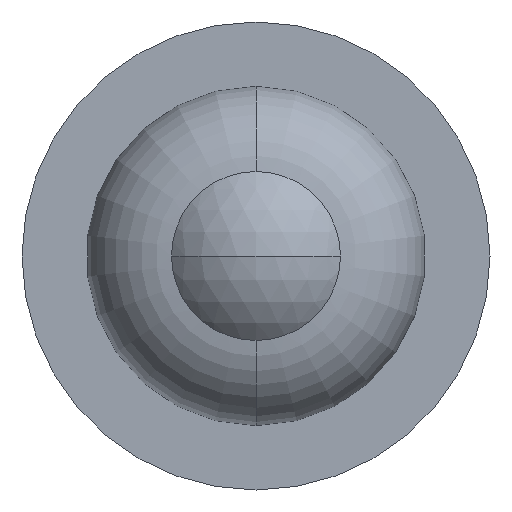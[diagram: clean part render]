
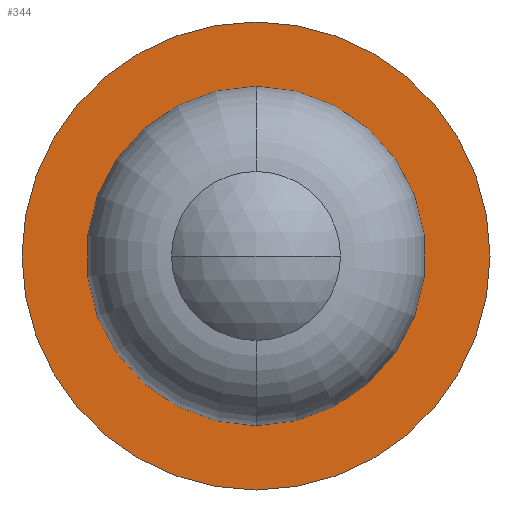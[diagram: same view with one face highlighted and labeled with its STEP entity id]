
A CAD part, front view. The second image highlights one B-rep face of the part: STEP entity #344.
In plain terms, the highlighted planar face has unit normal (0, -1, 0).
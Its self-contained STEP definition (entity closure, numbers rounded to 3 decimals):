
#3 = CARTESIAN_POINT ( 'NONE',  ( 0., 7.1, 0. ) ) ;
#18 = AXIS2_PLACEMENT_3D ( 'NONE', #322, #348, #157 ) ;
#28 = FACE_OUTER_BOUND ( 'NONE', #264, .T. ) ;
#29 = CARTESIAN_POINT ( 'NONE',  ( 0., 7.1, 0. ) ) ;
#55 = CARTESIAN_POINT ( 'NONE',  ( 0., 7.1, 0. ) ) ;
#57 = ORIENTED_EDGE ( 'NONE', *, *, #272, .T. ) ;
#64 = EDGE_CURVE ( 'NONE', #213, #247, #295, .T. ) ;
#65 = CIRCLE ( 'NONE', #66, 2.515 ) ;
#66 = AXIS2_PLACEMENT_3D ( 'NONE', #29, #215, #372 ) ;
#72 = PLANE ( 'NONE',  #139 ) ;
#91 = CIRCLE ( 'NONE', #274, 5.03 ) ;
#102 = ORIENTED_EDGE ( 'NONE', *, *, #64, .T. ) ;
#125 = CARTESIAN_POINT ( 'NONE',  ( 0., 7.1, -5.03 ) ) ;
#132 = ORIENTED_EDGE ( 'NONE', *, *, #150, .F. ) ;
#135 = DIRECTION ( 'NONE',  ( 0., -1., 0. ) ) ;
#139 = AXIS2_PLACEMENT_3D ( 'NONE', #289, #135, #229 ) ;
#150 = EDGE_CURVE ( 'NONE', #188, #175, #65, .T. ) ;
#157 = DIRECTION ( 'NONE',  ( 0., 0., -1. ) ) ;
#162 = EDGE_LOOP ( 'NONE', ( #132, #311 ) ) ;
#163 = DIRECTION ( 'NONE',  ( 0., -1., 0. ) ) ;
#175 = VERTEX_POINT ( 'NONE', #222 ) ;
#180 = CIRCLE ( 'NONE', #223, 2.515 ) ;
#184 = CARTESIAN_POINT ( 'NONE',  ( 0., 7.1, -2.515 ) ) ;
#188 = VERTEX_POINT ( 'NONE', #184 ) ;
#213 = VERTEX_POINT ( 'NONE', #125 ) ;
#215 = DIRECTION ( 'NONE',  ( 0., -1., 0. ) ) ;
#222 = CARTESIAN_POINT ( 'NONE',  ( 0., 7.1, 2.515 ) ) ;
#223 = AXIS2_PLACEMENT_3D ( 'NONE', #3, #163, #351 ) ;
#225 = DIRECTION ( 'NONE',  ( 0., -1., 0. ) ) ;
#229 = DIRECTION ( 'NONE',  ( 0., 0., -1. ) ) ;
#247 = VERTEX_POINT ( 'NONE', #303 ) ;
#254 = DIRECTION ( 'NONE',  ( 0., 0., -1. ) ) ;
#260 = EDGE_CURVE ( 'NONE', #175, #188, #180, .T. ) ;
#264 = EDGE_LOOP ( 'NONE', ( #102, #57 ) ) ;
#272 = EDGE_CURVE ( 'NONE', #247, #213, #91, .T. ) ;
#274 = AXIS2_PLACEMENT_3D ( 'NONE', #55, #225, #254 ) ;
#289 = CARTESIAN_POINT ( 'NONE',  ( 2.515, 7.1, 0. ) ) ;
#295 = CIRCLE ( 'NONE', #18, 5.03 ) ;
#303 = CARTESIAN_POINT ( 'NONE',  ( 0., 7.1, 5.03 ) ) ;
#311 = ORIENTED_EDGE ( 'NONE', *, *, #260, .F. ) ;
#322 = CARTESIAN_POINT ( 'NONE',  ( 0., 7.1, 0. ) ) ;
#344 = ADVANCED_FACE ( 'NONE', ( #28, #353 ), #72, .T. ) ;
#348 = DIRECTION ( 'NONE',  ( 0., -1., 0. ) ) ;
#351 = DIRECTION ( 'NONE',  ( 0., 0., -1. ) ) ;
#353 = FACE_BOUND ( 'NONE', #162, .T. ) ;
#372 = DIRECTION ( 'NONE',  ( 0., 0., -1. ) ) ;
